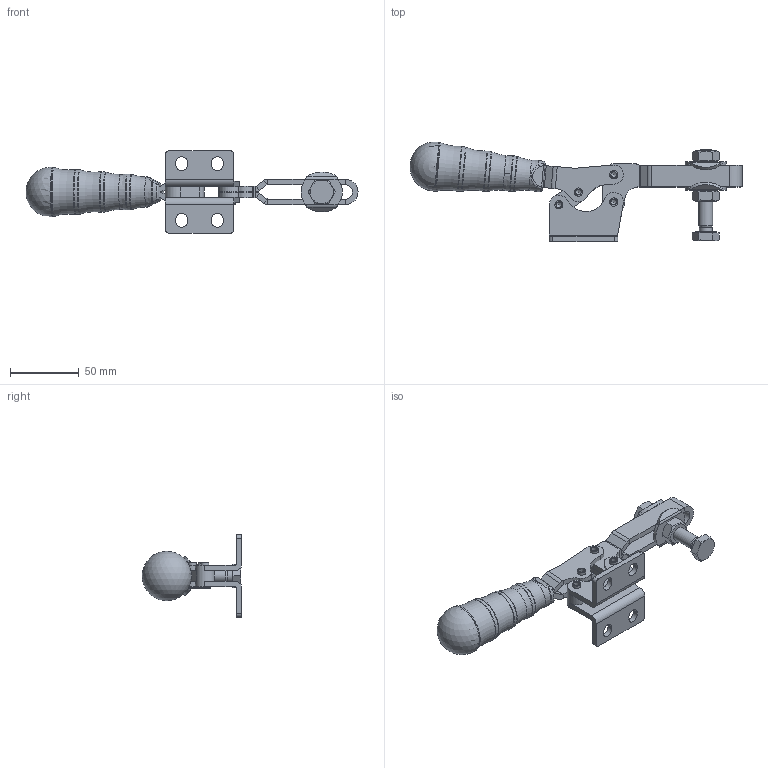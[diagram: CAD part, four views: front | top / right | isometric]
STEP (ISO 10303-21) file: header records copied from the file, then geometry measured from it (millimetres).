
FILE_DESCRIPTION(/* description */ ('','CAx-IF Rec.Pracs.---Representation and Presentation of Product Manufacturing Information (PMI)---4.0---2014-10-13'),/* implementation_level */ '2;1');
FILE_NAME(/* name */ '124.0.stp',/* time_stamp */ '2025-12-05T10:37:46+01:00',/* author */ ('dusan.cotek'),/* organization */ (''),/* preprocessor_version */ 'ST-DEVELOPER v20',/* originating_system */ 'Autodesk Inventor 2025',/* authorisation */ '');
FILE_SCHEMA (('AP242_MANAGED_MODEL_BASED_3D_ENGINEERING_MIM_LF { 1 0 10303 442 1 1 4 }'));
Length unit declared in the file: millimetre
Products named in the file (7): Sestava26; 124.0; 124.0_1; 124.0-02E1; 800 115-E1; DIN 933 - M10  x 60; DIN 934 - M10
Assembly tree (8 placements, depth 3):
  Sestava26
    124.0
      124.0_1
      124.0-02E1
      800 115-E1  x2
      DIN 933 - M10  x 60
      DIN 934 - M10  x2
Bounding box: 241.85 x 72.73 x 60 mm (x, y, z)
Volume: 122451.4 mm3; surface area: 50824.7 mm2
Topology: 7 solids, 9 shells, 987 faces, 3238 edges, 1937 vertices
Faces by surface type: plane 440, cone 306, cylinder 191, bspline 22, torus 19, sphere 9
Full cylindrical faces by diameter (mm): 4.2 x4, 6 x8, 6.04 x4, 8 x4, 8.1 x10, 8.376 x2, 9.188 x1, 10 x1, 11 x2, 15.4 x1
Entity records: 40325 total; most frequent: CARTESIAN_POINT 12563, ORIENTED_EDGE 6318, DIRECTION 5776, EDGE_CURVE 3159, AXIS2_PLACEMENT_3D 2207, VERTEX_POINT 1892, LINE 1362, VECTOR 1362
